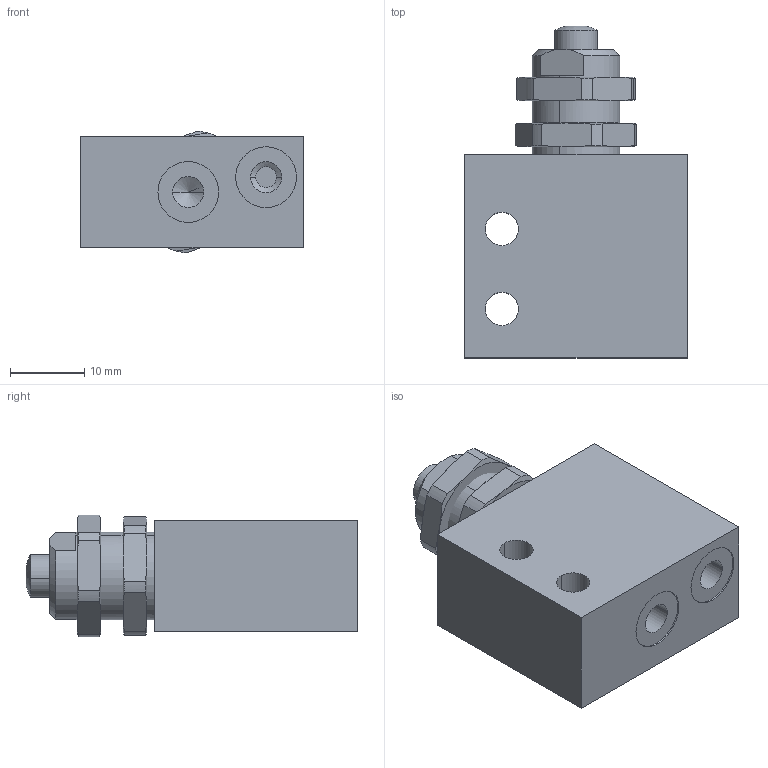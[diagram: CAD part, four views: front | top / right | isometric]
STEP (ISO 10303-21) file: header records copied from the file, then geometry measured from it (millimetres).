
FILE_DESCRIPTION (( 'STEP AP214' ), '1' );
FILE_NAME ('08_153_4.STEP', '2016-07-29T06:11:03', ( '' ), ( '' ), 'SwSTEP 2.0', 'SolidWorks 2016', '' );
FILE_SCHEMA (( 'AUTOMOTIVE_DESIGN' ));
Length unit declared in the file: millimetre
Products named in the file (1): 08_153_4
Bounding box: 30 x 44.8 x 16.43 mm (x, y, z)
Volume: 14400.8 mm3; surface area: 6024.8 mm2
Topology: 4 solids, 4 shells, 120 faces, 281 edges, 172 vertices
Faces by surface type: cylinder 41, cone 40, plane 35, sphere 4
Entity records: 3697 total; most frequent: CARTESIAN_POINT 730, DIRECTION 585, ORIENTED_EDGE 540, EDGE_CURVE 270, AXIS2_PLACEMENT_3D 248, VERTEX_POINT 169, EDGE_LOOP 135, CIRCLE 127
